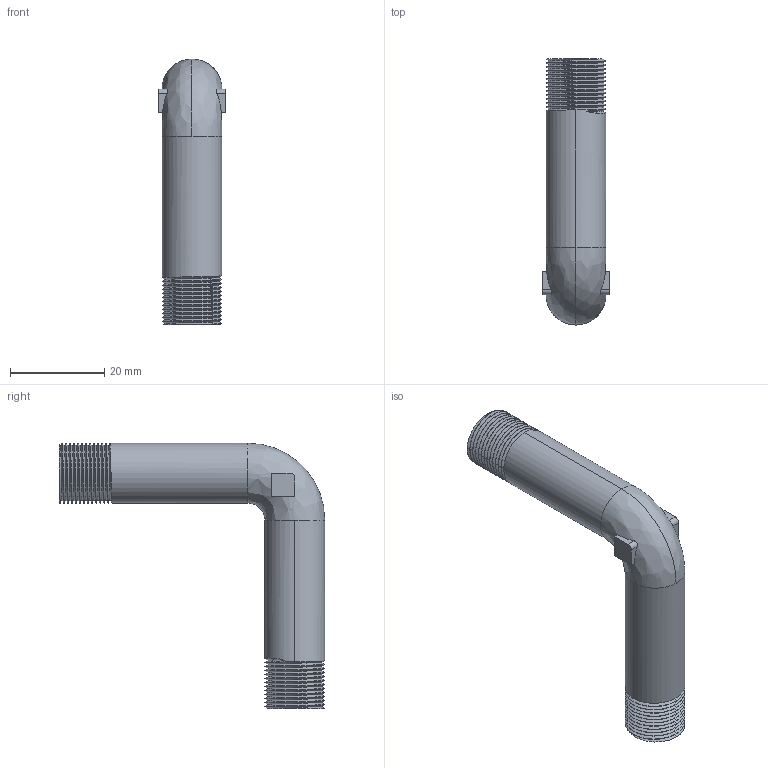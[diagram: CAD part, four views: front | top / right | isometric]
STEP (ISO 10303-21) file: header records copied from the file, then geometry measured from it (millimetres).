
FILE_DESCRIPTION (( 'STEP AP214' ), '1' );
FILE_NAME ('User Library-90 degree elbow bspt.STEP', '2018-11-14T14:46:54', ( '' ), ( '' ), 'SwSTEP 2.0', 'SolidWorks 2018', '' );
FILE_SCHEMA (( 'AUTOMOTIVE_DESIGN' ));
Length unit declared in the file: millimetre
Products named in the file (1): User Library-90 degree elbow bspt
Bounding box: 14.2 x 56.35 x 56.35 mm (x, y, z)
Volume: 4397.9 mm3; surface area: 7645.1 mm2
Topology: 1 solids, 1 shells, 185 faces, 486 edges, 305 vertices
Faces by surface type: bspline 111, cylinder 58, plane 16
Entity records: 11425 total; most frequent: CARTESIAN_POINT 7735, ORIENTED_EDGE 972, EDGE_CURVE 486, DIRECTION 381, VERTEX_POINT 305, B_SPLINE_CURVE_WITH_KNOTS 275, EDGE_LOOP 189, ADVANCED_FACE 185
